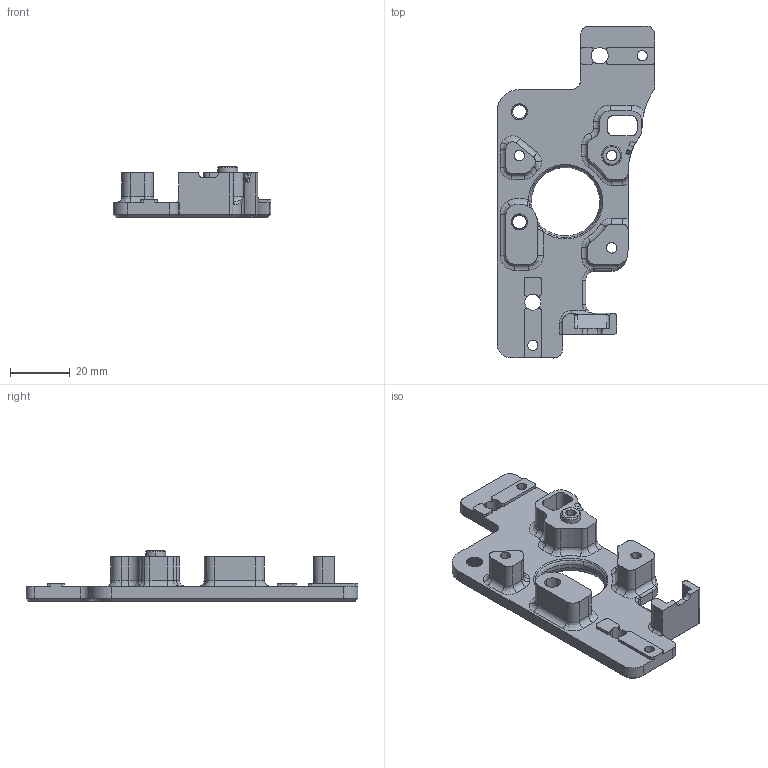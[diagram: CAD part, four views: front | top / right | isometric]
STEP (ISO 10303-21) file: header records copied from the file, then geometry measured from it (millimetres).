
FILE_DESCRIPTION (( 'STEP AP214' ), '1' );
FILE_NAME ('A Drive Frame Lower print.step', '2022-12-19T09:42:13', ( 'Windows User' ), ( 'P R C' ), 'SwSTEP 2.0', 'SolidWorks 2022', '' );
FILE_SCHEMA (( 'AUTOMOTIVE_DESIGN' ));
Length unit declared in the file: millimetre
Products named in the file (1): A Drive Frame Lower print
Bounding box: 53.03 x 111.5 x 17 mm (x, y, z)
Volume: 24738.2 mm3; surface area: 13259.9 mm2
Topology: 1 solids, 1 shells, 436 faces, 1147 edges, 719 vertices
Faces by surface type: cylinder 175, plane 152, bspline 61, cone 47, torus 1
Entity records: 20368 total; most frequent: CARTESIAN_POINT 10387, ORIENTED_EDGE 2288, DIRECTION 1729, EDGE_CURVE 1144, VERTEX_POINT 719, AXIS2_PLACEMENT_3D 581, LINE 567, VECTOR 567
